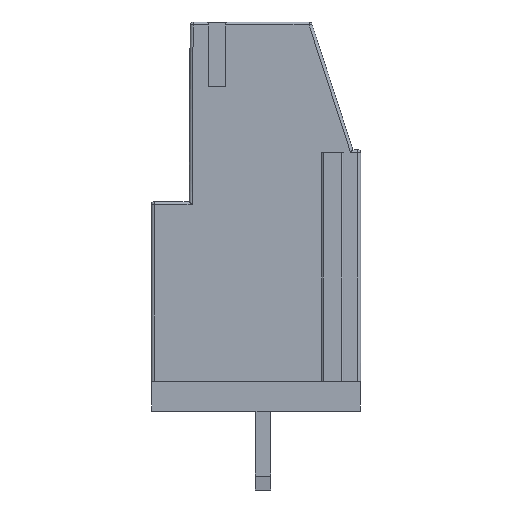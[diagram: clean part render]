
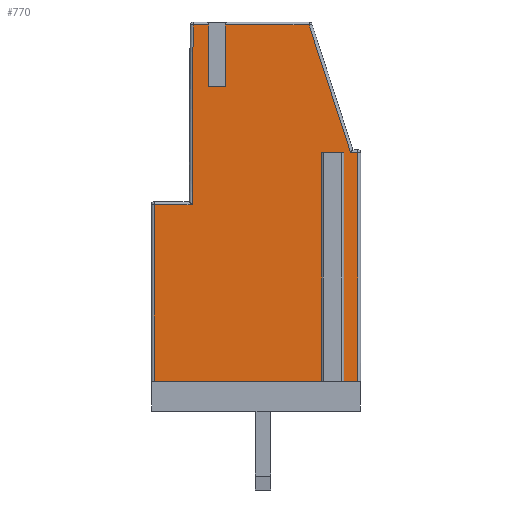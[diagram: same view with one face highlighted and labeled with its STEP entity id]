
A CAD part, front view. The second image highlights one B-rep face of the part: STEP entity #770.
In plain terms, the highlighted planar face has unit normal (0, -1, 0).
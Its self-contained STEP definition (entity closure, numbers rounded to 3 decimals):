
#216=FACE_OUTER_BOUND('',#1717,.T.);
#770=ADVANCED_FACE('',(#216),#1204,.F.);
#1204=PLANE('',#8981);
#1717=EDGE_LOOP('',(#2599,#2600,#2601,#2602,#2603,#2604,#2605,#2606,#2607,
#2608,#2609,#2610,#2611,#2612,#2613,#2614));
#2599=ORIENTED_EDGE('',*,*,#5871,.T.);
#2600=ORIENTED_EDGE('',*,*,#5872,.T.);
#2601=ORIENTED_EDGE('',*,*,#5841,.F.);
#2602=ORIENTED_EDGE('',*,*,#5873,.T.);
#2603=ORIENTED_EDGE('',*,*,#5874,.T.);
#2604=ORIENTED_EDGE('',*,*,#5837,.T.);
#2605=ORIENTED_EDGE('',*,*,#5875,.T.);
#2606=ORIENTED_EDGE('',*,*,#5876,.T.);
#2607=ORIENTED_EDGE('',*,*,#5877,.F.);
#2608=ORIENTED_EDGE('',*,*,#5831,.T.);
#2609=ORIENTED_EDGE('',*,*,#5878,.T.);
#2610=ORIENTED_EDGE('',*,*,#5879,.T.);
#2611=ORIENTED_EDGE('',*,*,#5839,.F.);
#2612=ORIENTED_EDGE('',*,*,#5880,.T.);
#2613=ORIENTED_EDGE('',*,*,#5881,.F.);
#2614=ORIENTED_EDGE('',*,*,#5882,.F.);
#4985=VERTEX_POINT('',#12591);
#4987=VERTEX_POINT('',#12595);
#4988=VERTEX_POINT('',#12597);
#4993=VERTEX_POINT('',#12607);
#4994=VERTEX_POINT('',#12611);
#4995=VERTEX_POINT('',#12613);
#4996=VERTEX_POINT('',#12617);
#4997=VERTEX_POINT('',#12618);
#5016=VERTEX_POINT('',#12891);
#5017=VERTEX_POINT('',#12892);
#5018=VERTEX_POINT('',#12895);
#5019=VERTEX_POINT('',#12898);
#5020=VERTEX_POINT('',#12900);
#5021=VERTEX_POINT('',#12903);
#5022=VERTEX_POINT('',#12906);
#5023=VERTEX_POINT('',#12908);
#5831=EDGE_CURVE('',#4988,#4987,#7033,.T.);
#5837=EDGE_CURVE('',#4985,#4993,#7037,.T.);
#5839=EDGE_CURVE('',#4994,#4995,#7038,.T.);
#5841=EDGE_CURVE('',#4996,#4997,#7039,.T.);
#5871=EDGE_CURVE('',#5016,#5017,#7046,.T.);
#5872=EDGE_CURVE('',#5017,#4997,#7047,.T.);
#5873=EDGE_CURVE('',#4996,#5018,#7048,.T.);
#5874=EDGE_CURVE('',#5018,#4985,#7049,.T.);
#5875=EDGE_CURVE('',#4993,#5019,#7050,.T.);
#5876=EDGE_CURVE('',#5019,#5020,#7051,.T.);
#5877=EDGE_CURVE('',#4988,#5020,#7052,.T.);
#5878=EDGE_CURVE('',#4987,#5021,#7053,.T.);
#5879=EDGE_CURVE('',#5021,#4995,#7054,.T.);
#5880=EDGE_CURVE('',#4994,#5022,#7055,.T.);
#5881=EDGE_CURVE('',#5023,#5022,#7056,.T.);
#5882=EDGE_CURVE('',#5016,#5023,#7057,.T.);
#7033=LINE('',#12596,#8126);
#7037=LINE('',#12608,#8130);
#7038=LINE('',#12612,#8131);
#7039=LINE('',#12616,#8132);
#7046=LINE('',#12890,#8139);
#7047=LINE('',#12893,#8140);
#7048=LINE('',#12894,#8141);
#7049=LINE('',#12896,#8142);
#7050=LINE('',#12897,#8143);
#7051=LINE('',#12899,#8144);
#7052=LINE('',#12901,#8145);
#7053=LINE('',#12902,#8146);
#7054=LINE('',#12904,#8147);
#7055=LINE('',#12905,#8148);
#7056=LINE('',#12907,#8149);
#7057=LINE('',#12909,#8150);
#8126=VECTOR('',#9908,1.);
#8130=VECTOR('',#9916,1.);
#8131=VECTOR('',#9921,1.);
#8132=VECTOR('',#9926,1.);
#8139=VECTOR('',#9982,1.);
#8140=VECTOR('',#9983,1.);
#8141=VECTOR('',#9984,1.);
#8142=VECTOR('',#9985,1.);
#8143=VECTOR('',#9986,1.);
#8144=VECTOR('',#9987,1.);
#8145=VECTOR('',#9988,1.);
#8146=VECTOR('',#9989,1.);
#8147=VECTOR('',#9990,1.);
#8148=VECTOR('',#9991,1.);
#8149=VECTOR('',#9992,1.);
#8150=VECTOR('',#9993,1.);
#8981=AXIS2_PLACEMENT_3D('',#12910,#9994,#9995);
#9908=DIRECTION('',(1.,0.,0.));
#9916=DIRECTION('',(1.,0.,0.));
#9921=DIRECTION('',(0.309,0.,-0.951));
#9926=DIRECTION('',(0.006,0.,1.));
#9982=DIRECTION('',(0.,0.,1.));
#9983=DIRECTION('',(-1.,0.,0.));
#9984=DIRECTION('',(-1.,0.,0.));
#9985=DIRECTION('',(0.,0.,-1.));
#9986=DIRECTION('',(0.,0.,1.));
#9987=DIRECTION('',(1.,0.,0.));
#9988=DIRECTION('',(0.,0.,1.));
#9989=DIRECTION('',(0.,0.,1.));
#9990=DIRECTION('',(-1.,0.,0.));
#9991=DIRECTION('',(-1.,0.,0.));
#9992=DIRECTION('',(0.,0.,1.));
#9993=DIRECTION('',(1.,0.,0.));
#9994=DIRECTION('',(0.,1.,0.));
#9995=DIRECTION('',(-1.,0.,0.));
#12591=CARTESIAN_POINT('',(18.503,-41.1,-8.85));
#12595=CARTESIAN_POINT('',(28.703,-41.1,-8.85));
#12596=CARTESIAN_POINT('',(18.353,-41.1,-8.85));
#12597=CARTESIAN_POINT('',(27.853,-41.1,-8.85));
#12607=CARTESIAN_POINT('',(27.053,-41.1,-8.85));
#12608=CARTESIAN_POINT('',(18.353,-41.1,-8.85));
#12611=CARTESIAN_POINT('',(26.265,-41.1,9.));
#12612=CARTESIAN_POINT('',(26.265,-41.1,9.));
#12613=CARTESIAN_POINT('',(28.344,-41.1,2.6));
#12616=CARTESIAN_POINT('',(20.402,-41.1,0.));
#12617=CARTESIAN_POINT('',(20.402,-41.1,0.));
#12618=CARTESIAN_POINT('',(20.452,-41.1,9.));
#12890=CARTESIAN_POINT('',(21.232,-41.1,5.9));
#12891=CARTESIAN_POINT('',(21.232,-41.1,5.9));
#12892=CARTESIAN_POINT('',(21.232,-41.1,9.));
#12893=CARTESIAN_POINT('',(20.453,-41.1,9.));
#12894=CARTESIAN_POINT('',(20.402,-41.1,0.));
#12895=CARTESIAN_POINT('',(18.503,-41.1,0.));
#12896=CARTESIAN_POINT('',(18.503,-41.1,0.));
#12897=CARTESIAN_POINT('',(27.053,-41.1,-8.85));
#12898=CARTESIAN_POINT('',(27.053,-41.1,2.6));
#12899=CARTESIAN_POINT('',(29.184,-41.1,2.6));
#12900=CARTESIAN_POINT('',(27.853,-41.1,2.6));
#12901=CARTESIAN_POINT('',(27.853,-41.1,-8.85));
#12902=CARTESIAN_POINT('',(28.703,-41.1,-8.85));
#12903=CARTESIAN_POINT('',(28.703,-41.1,2.6));
#12904=CARTESIAN_POINT('',(28.703,-41.1,2.6));
#12905=CARTESIAN_POINT('',(22.074,-41.1,9.));
#12906=CARTESIAN_POINT('',(22.074,-41.1,9.));
#12907=CARTESIAN_POINT('',(22.074,-41.1,5.9));
#12908=CARTESIAN_POINT('',(22.074,-41.1,5.9));
#12909=CARTESIAN_POINT('',(21.232,-41.1,5.9));
#12910=CARTESIAN_POINT('',(29.184,-41.1,-8.85));
